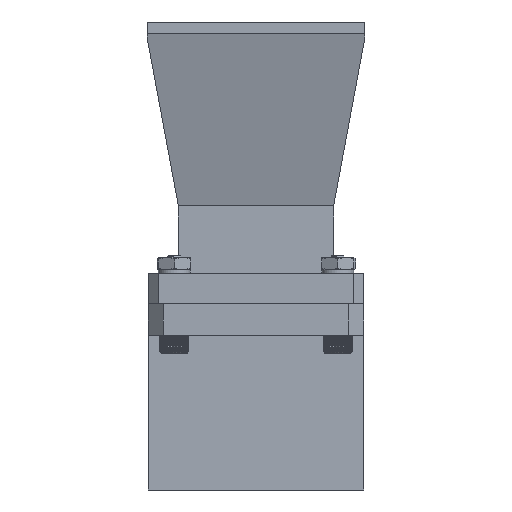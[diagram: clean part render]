
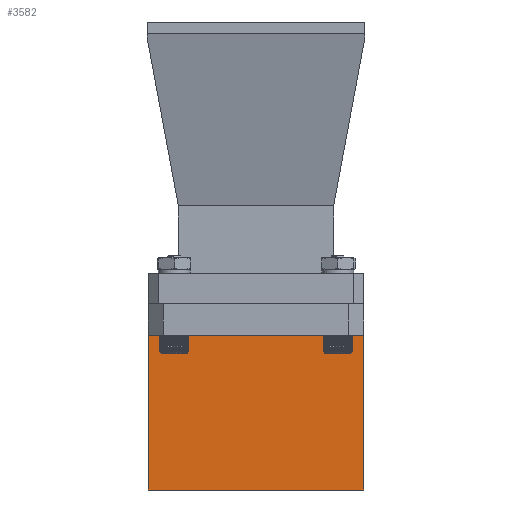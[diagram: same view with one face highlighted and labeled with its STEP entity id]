
A CAD part, front view. The second image highlights one B-rep face of the part: STEP entity #3582.
In plain terms, the highlighted face is planar.
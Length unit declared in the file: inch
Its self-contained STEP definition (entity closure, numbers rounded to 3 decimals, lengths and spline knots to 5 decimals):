
#964 = ORIENTED_EDGE ( 'NONE', *, *, #1224, .T. ) ;
#1224 = EDGE_CURVE ( 'NONE', #12271, #6973, #1427, .T. ) ;
#1427 = LINE ( 'NONE', #2634, #10480 ) ;
#1707 = LINE ( 'NONE', #13294, #10156 ) ;
#2029 = ORIENTED_EDGE ( 'NONE', *, *, #3143, .F. ) ;
#2634 = CARTESIAN_POINT ( 'NONE',  ( -0.844, 0.32182, 0.25 ) ) ;
#3062 = LINE ( 'NONE', #14595, #5254 ) ;
#3143 = EDGE_CURVE ( 'NONE', #8505, #8534, #14842, .T. ) ;
#3582 = ADVANCED_FACE ( 'NONE', ( #8500 ), #14355, .F. ) ;
#3799 = CARTESIAN_POINT ( 'NONE',  ( 0.844, 0.32182, 0.25 ) ) ;
#4125 = ORIENTED_EDGE ( 'NONE', *, *, #6692, .F. ) ;
#5095 = AXIS2_PLACEMENT_3D ( 'NONE', #3799, #13147, #13292 ) ;
#5254 = VECTOR ( 'NONE', #7830, 39.37008 ) ;
#5873 = CARTESIAN_POINT ( 'NONE',  ( -0.844, 0.32182, 0.25 ) ) ;
#6692 = EDGE_CURVE ( 'NONE', #8534, #6973, #1707, .T. ) ;
#6973 = VERTEX_POINT ( 'NONE', #10707 ) ;
#7830 = DIRECTION ( 'NONE',  ( -1., 0., 0. ) ) ;
#8019 = EDGE_LOOP ( 'NONE', ( #964, #4125, #2029, #13122 ) ) ;
#8500 = FACE_OUTER_BOUND ( 'NONE', #8019, .T. ) ;
#8505 = VERTEX_POINT ( 'NONE', #14522 ) ;
#8534 = VERTEX_POINT ( 'NONE', #13534 ) ;
#9062 = CARTESIAN_POINT ( 'NONE',  ( 0.844, 0.32182, 0.25 ) ) ;
#9554 = EDGE_CURVE ( 'NONE', #8505, #12271, #3062, .T. ) ;
#10156 = VECTOR ( 'NONE', #12303, 39.37008 ) ;
#10480 = VECTOR ( 'NONE', #11811, 39.37008 ) ;
#10707 = CARTESIAN_POINT ( 'NONE',  ( -0.844, 0.32182, 1.46063 ) ) ;
#11811 = DIRECTION ( 'NONE',  ( 0., 0., 1. ) ) ;
#12271 = VERTEX_POINT ( 'NONE', #5873 ) ;
#12303 = DIRECTION ( 'NONE',  ( -1., 0., 0. ) ) ;
#12491 = DIRECTION ( 'NONE',  ( 0., 0., 1. ) ) ;
#13122 = ORIENTED_EDGE ( 'NONE', *, *, #9554, .T. ) ;
#13147 = DIRECTION ( 'NONE',  ( 0., -1., 0. ) ) ;
#13292 = DIRECTION ( 'NONE',  ( 0., 0., -1. ) ) ;
#13294 = CARTESIAN_POINT ( 'NONE',  ( 0.844, 0.32182, 1.46063 ) ) ;
#13534 = CARTESIAN_POINT ( 'NONE',  ( 0.844, 0.32182, 1.46063 ) ) ;
#13835 = VECTOR ( 'NONE', #12491, 39.37008 ) ;
#14355 = PLANE ( 'NONE',  #5095 ) ;
#14522 = CARTESIAN_POINT ( 'NONE',  ( 0.844, 0.32182, 0.25 ) ) ;
#14595 = CARTESIAN_POINT ( 'NONE',  ( 0.844, 0.32182, 0.25 ) ) ;
#14842 = LINE ( 'NONE', #9062, #13835 ) ;
